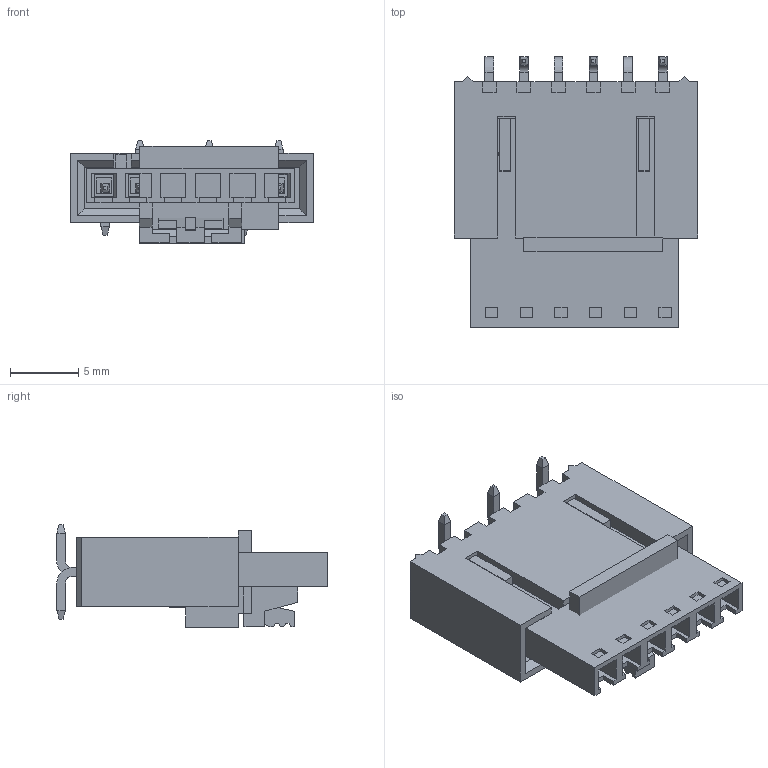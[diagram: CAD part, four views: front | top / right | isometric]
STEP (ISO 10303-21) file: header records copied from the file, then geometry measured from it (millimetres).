
FILE_DESCRIPTION (( 'STEP AP214' ), '1' );
FILE_NAME ('Assem1.STEP', '2019-01-22T00:30:27', ( '' ), ( '' ), 'SwSTEP 2.0', 'SolidWorks 2017', '' );
FILE_SCHEMA (( 'AUTOMOTIVE_DESIGN' ));
Length unit declared in the file: millimetre
Products named in the file (3): 050579406; Assem1; Part5
Assembly tree (2 placements, depth 2):
  Assem1
    050579406
    Part5
Bounding box: 17.78 x 19.79 x 7.53 mm (x, y, z)
Volume: 1104.6 mm3; surface area: 2811.6 mm2
Topology: 2 solids, 2 shells, 511 faces, 1336 edges, 848 vertices
Faces by surface type: plane 495, cylinder 16
Entity records: 16370 total; most frequent: CARTESIAN_POINT 2700, ORIENTED_EDGE 2672, DIRECTION 2400, EDGE_CURVE 1336, LINE 1304, VECTOR 1304, VERTEX_POINT 848, EDGE_LOOP 556
